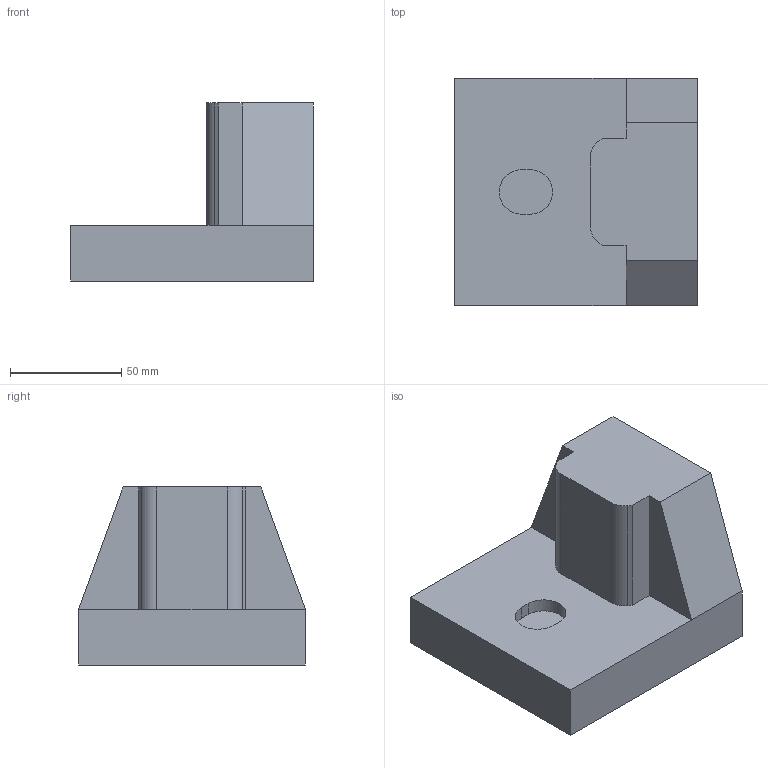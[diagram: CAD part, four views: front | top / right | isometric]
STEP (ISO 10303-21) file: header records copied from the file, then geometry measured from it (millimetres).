
FILE_DESCRIPTION(/* description */ (''),/* implementation_level */ '2;1');
FILE_NAME(/* name */ '1525424584469.stp',/* time_stamp */ '2018-05-04T14:33:28+05:00',/* author */ (''),/* organization */ ('SMS'),/* preprocessor_version */ 'ST-DEVELOPER v15',/* originating_system */ 'SIEMENS PLM Software NX 8.5',/* authorisation */ '');
FILE_SCHEMA (('AUTOMOTIVE_DESIGN { 1 0 10303 214 3 1 1 1 }'));
Length unit declared in the file: millimetre
Products named in the file (1): 201617518mod000_00
Bounding box: 109 x 102 x 80 mm (x, y, z)
Volume: 411384.1 mm3; surface area: 50514.1 mm2
Topology: 1 solids, 1 shells, 51 faces, 130 edges, 90 vertices
Faces by surface type: plane 34, cylinder 11, cone 6
Full cylindrical faces by diameter (mm): 2.5 x1, 31.6 x1, 40.013 x1
Entity records: 1627 total; most frequent: CARTESIAN_POINT 323, DIRECTION 266, ORIENTED_EDGE 248, EDGE_CURVE 124, LINE 90, VECTOR 90, AXIS2_PLACEMENT_3D 88, VERTEX_POINT 84
